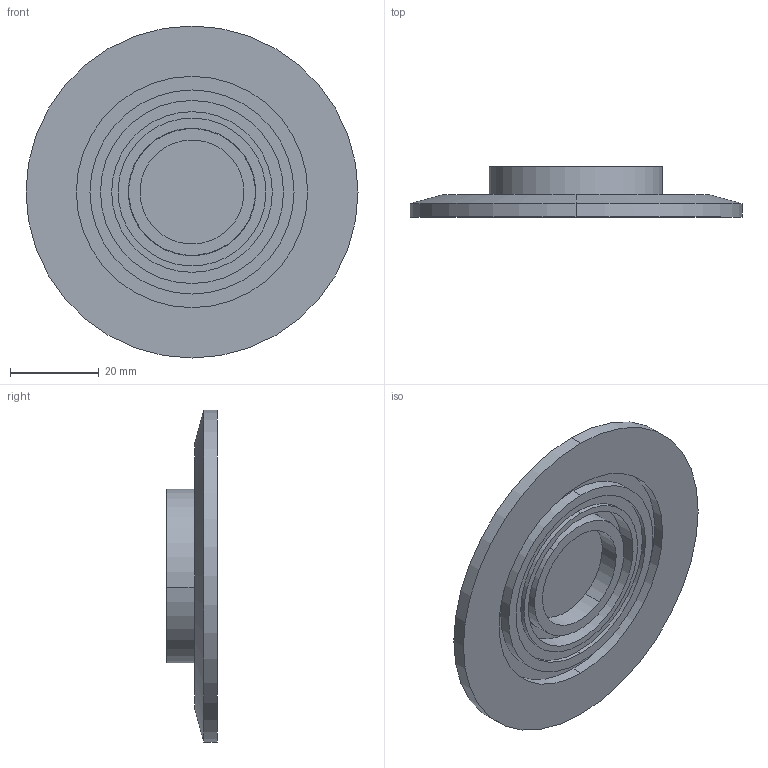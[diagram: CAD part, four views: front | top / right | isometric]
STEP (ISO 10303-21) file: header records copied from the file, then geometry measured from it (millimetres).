
FILE_DESCRIPTION (( 'STEP AP203' ), '1' );
FILE_NAME ('A4931-1-QF.STEP', '2012-02-14T13:06:40', ( '' ), ( '' ), 'SwSTEP 2.0', 'SolidWorks 2011', '' );
FILE_SCHEMA (( 'CONFIG_CONTROL_DESIGN' ));
Length unit declared in the file: inch
Products named in the file (1): A4931-1-QF
Bounding box: 74.93 x 11.38 x 74.93 mm (x, y, z)
Volume: 21157.9 mm3; surface area: 15942.3 mm2
Topology: 1 solids, 2 shells, 50 faces, 98 edges, 64 vertices
Faces by surface type: cylinder 30, plane 16, cone 2, torus 2
Entity records: 1397 total; most frequent: DIRECTION 266, CARTESIAN_POINT 213, ORIENTED_EDGE 196, AXIS2_PLACEMENT_3D 117, EDGE_CURVE 98, CIRCLE 66, EDGE_LOOP 64, VERTEX_POINT 64
